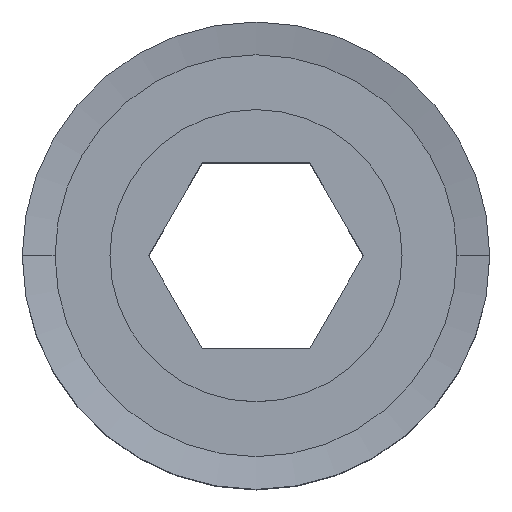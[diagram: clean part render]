
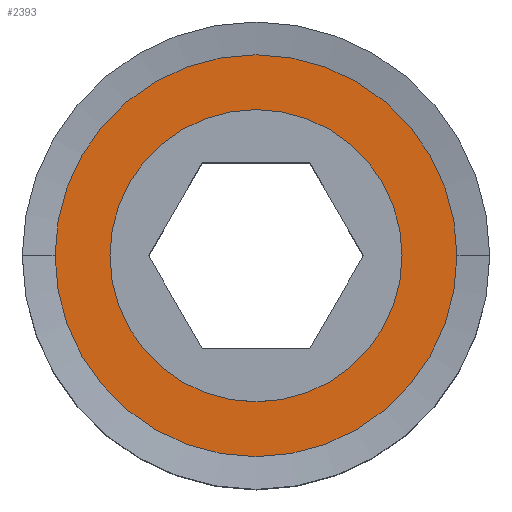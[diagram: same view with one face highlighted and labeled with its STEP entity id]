
A CAD part, top view. The second image highlights one B-rep face of the part: STEP entity #2393.
In plain terms, the highlighted planar face has unit normal (0, 0, 1).
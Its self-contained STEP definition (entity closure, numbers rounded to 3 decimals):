
#24 = CIRCLE ( 'NONE', #2357, 13.755 ) ;
#386 = DIRECTION ( 'NONE',  ( 1., 0., 0. ) ) ;
#740 = CARTESIAN_POINT ( 'NONE',  ( -13.755, 0., 10.625 ) ) ;
#764 = ORIENTED_EDGE ( 'NONE', *, *, #7412, .T. ) ;
#801 = EDGE_LOOP ( 'NONE', ( #1206, #764 ) ) ;
#1194 = AXIS2_PLACEMENT_3D ( 'NONE', #2570, #5430, #6946 ) ;
#1206 = ORIENTED_EDGE ( 'NONE', *, *, #6495, .T. ) ;
#1755 = ORIENTED_EDGE ( 'NONE', *, *, #9784, .F. ) ;
#1889 = DIRECTION ( 'NONE',  ( 1., 0., 0. ) ) ;
#2069 = CIRCLE ( 'NONE', #5858, 10. ) ;
#2278 = VERTEX_POINT ( 'NONE', #2370 ) ;
#2357 = AXIS2_PLACEMENT_3D ( 'NONE', #4047, #5148, #5109 ) ;
#2370 = CARTESIAN_POINT ( 'NONE',  ( -10., 0., 10.625 ) ) ;
#2393 = ADVANCED_FACE ( 'NONE', ( #8886, #3724 ), #7321, .T. ) ;
#2542 = CARTESIAN_POINT ( 'NONE',  ( 0., 0., 10.625 ) ) ;
#2570 = CARTESIAN_POINT ( 'NONE',  ( 0., 0., 10.625 ) ) ;
#3466 = DIRECTION ( 'NONE',  ( 0., 0., -1. ) ) ;
#3724 = FACE_OUTER_BOUND ( 'NONE', #10021, .T. ) ;
#3801 = DIRECTION ( 'NONE',  ( 0., 0., -1. ) ) ;
#4047 = CARTESIAN_POINT ( 'NONE',  ( 0., 0., 10.625 ) ) ;
#4078 = CIRCLE ( 'NONE', #1194, 13.755 ) ;
#5109 = DIRECTION ( 'NONE',  ( -1., 0., 0. ) ) ;
#5148 = DIRECTION ( 'NONE',  ( 0., 0., -1. ) ) ;
#5258 = CARTESIAN_POINT ( 'NONE',  ( 0., 0., 10.625 ) ) ;
#5430 = DIRECTION ( 'NONE',  ( 0., 0., -1. ) ) ;
#5835 = VERTEX_POINT ( 'NONE', #10922 ) ;
#5858 = AXIS2_PLACEMENT_3D ( 'NONE', #10562, #3801, #1889 ) ;
#6495 = EDGE_CURVE ( 'NONE', #9265, #2278, #7441, .T. ) ;
#6531 = EDGE_CURVE ( 'NONE', #7781, #5835, #4078, .T. ) ;
#6946 = DIRECTION ( 'NONE',  ( -1., 0., 0. ) ) ;
#7321 = PLANE ( 'NONE',  #9388 ) ;
#7412 = EDGE_CURVE ( 'NONE', #2278, #9265, #2069, .T. ) ;
#7441 = CIRCLE ( 'NONE', #8529, 10. ) ;
#7781 = VERTEX_POINT ( 'NONE', #740 ) ;
#8370 = DIRECTION ( 'NONE',  ( 1., 0., 0. ) ) ;
#8529 = AXIS2_PLACEMENT_3D ( 'NONE', #5258, #3466, #386 ) ;
#8886 = FACE_BOUND ( 'NONE', #801, .T. ) ;
#9265 = VERTEX_POINT ( 'NONE', #12212 ) ;
#9388 = AXIS2_PLACEMENT_3D ( 'NONE', #2542, #10282, #8370 ) ;
#9784 = EDGE_CURVE ( 'NONE', #5835, #7781, #24, .T. ) ;
#10021 = EDGE_LOOP ( 'NONE', ( #1755, #11647 ) ) ;
#10282 = DIRECTION ( 'NONE',  ( 0., 0., 1. ) ) ;
#10562 = CARTESIAN_POINT ( 'NONE',  ( 0., 0., 10.625 ) ) ;
#10922 = CARTESIAN_POINT ( 'NONE',  ( 13.755, 0., 10.625 ) ) ;
#11647 = ORIENTED_EDGE ( 'NONE', *, *, #6531, .F. ) ;
#12212 = CARTESIAN_POINT ( 'NONE',  ( 10., 0., 10.625 ) ) ;
